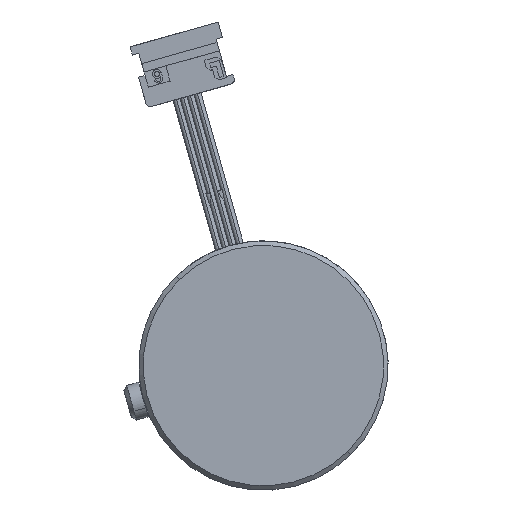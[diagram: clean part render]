
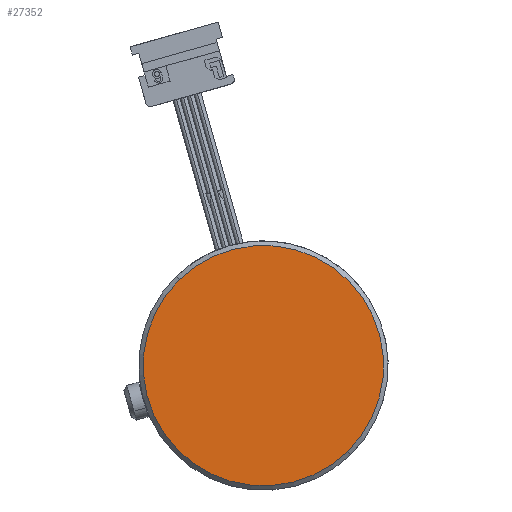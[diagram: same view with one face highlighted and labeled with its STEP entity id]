
A CAD part, left-side view. The second image highlights one B-rep face of the part: STEP entity #27352.
In plain terms, the highlighted planar face has unit normal (-1, 0, 0).
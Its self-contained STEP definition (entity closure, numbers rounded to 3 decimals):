
#27332=AXIS2_PLACEMENT_3D('Plane Axis2P3D',#27329,#27330,#27331) ;
#27336=AXIS2_PLACEMENT_3D('Circle Axis2P3D',#27334,#27335,$) ;
#27345=AXIS2_PLACEMENT_3D('Circle Axis2P3D',#27343,#27344,$) ;
#27329=CARTESIAN_POINT('Axis2P3D Location',(-41.55,2.54,85.92)) ;
#27334=CARTESIAN_POINT('Axis2P3D Location',(-41.55,2.54,85.92)) ;
#27338=CARTESIAN_POINT('Vertex',(-41.55,-6.763,76.415)) ;
#27340=CARTESIAN_POINT('Vertex',(-41.55,11.843,95.425)) ;
#27343=CARTESIAN_POINT('Axis2P3D Location',(-41.55,2.54,85.92)) ;
#27330=DIRECTION('Axis2P3D Direction',(-1.,0.,0.)) ;
#27331=DIRECTION('Axis2P3D XDirection',(0.,0.963,-0.271)) ;
#27335=DIRECTION('Axis2P3D Direction',(-1.,0.,0.)) ;
#27344=DIRECTION('Axis2P3D Direction',(-1.,0.,0.)) ;
#27349=ORIENTED_EDGE('',*,*,#27342,.T.) ;
#27350=ORIENTED_EDGE('',*,*,#27347,.T.) ;
#27352=ADVANCED_FACE('K\X2\00F6\X0\rper.2',(#27351),#27333,.T.) ;
#27337=CIRCLE('generated circle',#27336,13.3) ;
#27346=CIRCLE('generated circle',#27345,13.3) ;
#27342=EDGE_CURVE('',#27339,#27341,#27337,.T.) ;
#27347=EDGE_CURVE('',#27341,#27339,#27346,.T.) ;
#27348=EDGE_LOOP('',(#27349,#27350)) ;
#27351=FACE_OUTER_BOUND('',#27348,.T.) ;
#27333=PLANE('',#27332) ;
#27339=VERTEX_POINT('',#27338) ;
#27341=VERTEX_POINT('',#27340) ;
